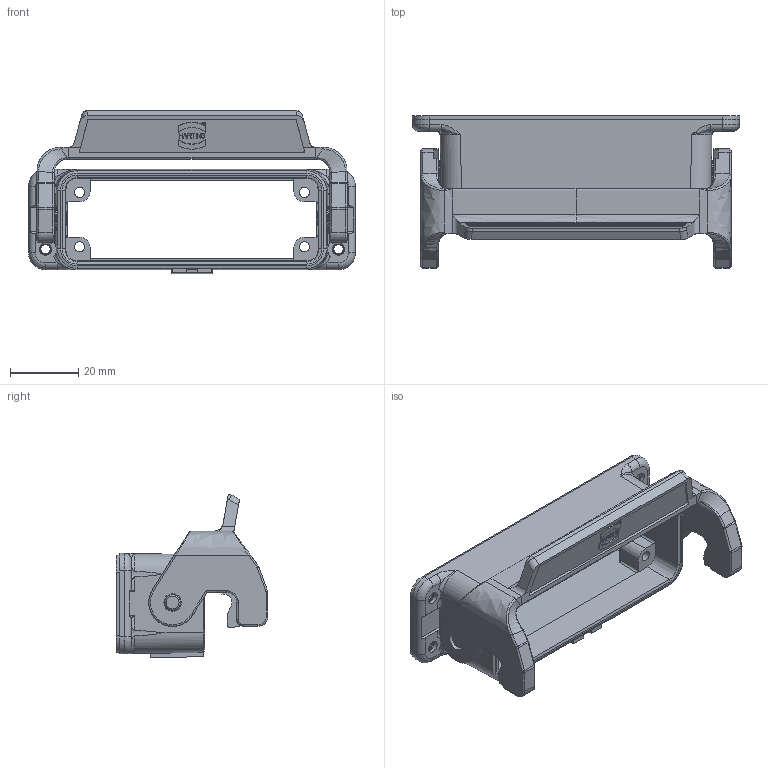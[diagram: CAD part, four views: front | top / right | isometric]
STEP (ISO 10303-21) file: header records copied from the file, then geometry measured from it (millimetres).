
FILE_DESCRIPTION(/* description */ (''),/* implementation_level */ '2;1');
FILE_NAME(/* name */ '100212763ugm000_e.stp',/* time_stamp */ '2017-11-06T10:52:31+01:00',/* author */ (''),/* organization */ (''),/* preprocessor_version */ 'ST-DEVELOPER v16',/* originating_system */ 'SIEMENS PLM Software NX 10.0',/* authorisation */ '');
FILE_SCHEMA (('AUTOMOTIVE_DESIGN { 1 0 10303 214 3 1 1 1 }'));
Length unit declared in the file: millimetre
Products named in the file (1): 100212763ugm000_e
Bounding box: 96 x 44.6 x 47.89 mm (x, y, z)
Volume: 28112.7 mm3; surface area: 21463.4 mm2
Topology: 2 solids, 2 shells, 545 faces, 1372 edges, 862 vertices
Faces by surface type: plane 287, cylinder 150, bspline 68, cone 28, torus 12
Full cylindrical faces by diameter (mm): 0.76 x1, 0.84 x1, 2.7 x4, 3 x4, 3.1 x4, 3.5 x4, 4 x2, 4.8 x2, 5.1 x2, 7 x2
Entity records: 21607 total; most frequent: CARTESIAN_POINT 5310, ORIENTED_EDGE 2642, DIRECTION 2379, EDGE_CURVE 1321, VERTEX_POINT 854, AXIS2_PLACEMENT_3D 819, LINE 741, VECTOR 741
